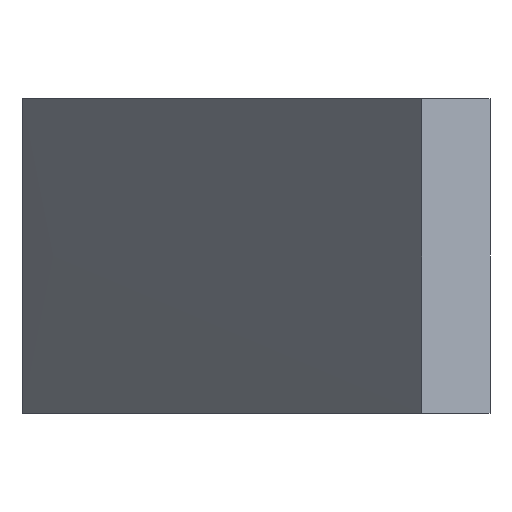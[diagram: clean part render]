
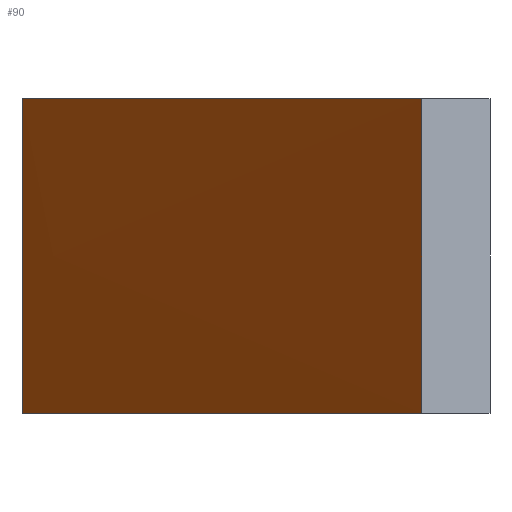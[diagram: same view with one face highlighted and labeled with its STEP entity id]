
A CAD part, left-side view. The second image highlights one B-rep face of the part: STEP entity #90.
In plain terms, the highlighted face is a extrusion surface.
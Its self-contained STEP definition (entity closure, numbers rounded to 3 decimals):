
#32=CARTESIAN_POINT('Control Point',(443.766,-18.331,0.)) ;
#33=CARTESIAN_POINT('Control Point',(453.498,-16.288,0.)) ;
#34=CARTESIAN_POINT('Control Point',(463.221,-14.209,0.)) ;
#35=CARTESIAN_POINT('Control Point',(472.935,-12.097,0.)) ;
#36=CARTESIAN_POINT('Control Point',(483.445,-9.78,0.)) ;
#37=CARTESIAN_POINT('Control Point',(493.949,-7.437,0.)) ;
#38=CARTESIAN_POINT('Control Point',(494.752,-7.258,0.)) ;
#39=CARTESIAN_POINT('Control Point',(495.555,-7.078,0.)) ;
#40=CARTESIAN_POINT('Control Point',(496.358,-6.899,0.)) ;
#45=CARTESIAN_POINT('Control Point',(443.766,-18.331,9.)) ;
#46=CARTESIAN_POINT('Control Point',(453.498,-16.288,9.)) ;
#47=CARTESIAN_POINT('Control Point',(463.221,-14.209,9.)) ;
#48=CARTESIAN_POINT('Control Point',(472.935,-12.097,9.)) ;
#49=CARTESIAN_POINT('Control Point',(483.445,-9.78,9.)) ;
#50=CARTESIAN_POINT('Control Point',(493.949,-7.437,9.)) ;
#51=CARTESIAN_POINT('Control Point',(494.752,-7.258,9.)) ;
#52=CARTESIAN_POINT('Control Point',(495.555,-7.078,9.)) ;
#53=CARTESIAN_POINT('Control Point',(496.358,-6.899,9.)) ;
#54=CARTESIAN_POINT('Vertex',(443.766,-18.331,9.)) ;
#56=CARTESIAN_POINT('Vertex',(496.358,-6.899,9.)) ;
#59=CARTESIAN_POINT('Line Origine',(496.358,-6.899,4.5)) ;
#63=CARTESIAN_POINT('Vertex',(496.358,-6.899,0.)) ;
#67=CARTESIAN_POINT('Control Point',(443.766,-18.331,0.)) ;
#68=CARTESIAN_POINT('Control Point',(453.498,-16.288,0.)) ;
#69=CARTESIAN_POINT('Control Point',(463.221,-14.209,0.)) ;
#70=CARTESIAN_POINT('Control Point',(472.935,-12.097,0.)) ;
#71=CARTESIAN_POINT('Control Point',(483.445,-9.78,0.)) ;
#72=CARTESIAN_POINT('Control Point',(493.949,-7.437,0.)) ;
#73=CARTESIAN_POINT('Control Point',(494.752,-7.258,0.)) ;
#74=CARTESIAN_POINT('Control Point',(495.555,-7.078,0.)) ;
#75=CARTESIAN_POINT('Control Point',(496.358,-6.899,0.)) ;
#76=CARTESIAN_POINT('Vertex',(443.766,-18.331,0.)) ;
#79=CARTESIAN_POINT('Line Origine',(443.766,-18.331,4.5)) ;
#42=VECTOR('Extrusion Surface Vector',#41,1.) ;
#61=VECTOR('Line Direction',#60,1.) ;
#81=VECTOR('Line Direction',#80,1.) ;
#41=DIRECTION('Vector Direction',(0.,0.,1.)) ;
#60=DIRECTION('Vector Direction',(0.,0.,1.)) ;
#80=DIRECTION('Vector Direction',(0.,0.,1.)) ;
#62=LINE('Line',#59,#61) ;
#82=LINE('Line',#79,#81) ;
#58=EDGE_CURVE('',#55,#57,#44,.T.) ;
#65=EDGE_CURVE('',#64,#57,#62,.T.) ;
#78=EDGE_CURVE('',#77,#64,#66,.T.) ;
#83=EDGE_CURVE('',#77,#55,#82,.T.) ;
#85=ORIENTED_EDGE('',*,*,#58,.T.) ;
#86=ORIENTED_EDGE('',*,*,#65,.F.) ;
#87=ORIENTED_EDGE('',*,*,#78,.F.) ;
#88=ORIENTED_EDGE('',*,*,#83,.T.) ;
#84=EDGE_LOOP('',(#85,#86,#87,#88)) ;
#55=VERTEX_POINT('',#54) ;
#57=VERTEX_POINT('',#56) ;
#64=VERTEX_POINT('',#63) ;
#77=VERTEX_POINT('',#76) ;
#90=ADVANCED_FACE('PartBody',(#89),#43,.F.) ;
#31=B_SPLINE_CURVE_WITH_KNOTS('',5,(#32,#33,#34,#35,#36,#37,#38,#39,#40),.UNSPECIFIED.,.F.,.U.,(6,3,6),(0.,49.706,53.82),.UNSPECIFIED.) ;
#44=B_SPLINE_CURVE_WITH_KNOTS('',5,(#45,#46,#47,#48,#49,#50,#51,#52,#53),.UNSPECIFIED.,.F.,.U.,(6,3,6),(500060.153,500109.85,500113.963),.UNSPECIFIED.) ;
#66=B_SPLINE_CURVE_WITH_KNOTS('',5,(#67,#68,#69,#70,#71,#72,#73,#74,#75),.UNSPECIFIED.,.F.,.U.,(6,3,6),(500060.153,500109.85,500113.963),.UNSPECIFIED.) ;
#89=FACE_OUTER_BOUND('',#84,.T.) ;
#43=SURFACE_OF_LINEAR_EXTRUSION('generated tabulated cylinder',#31,#42) ;
